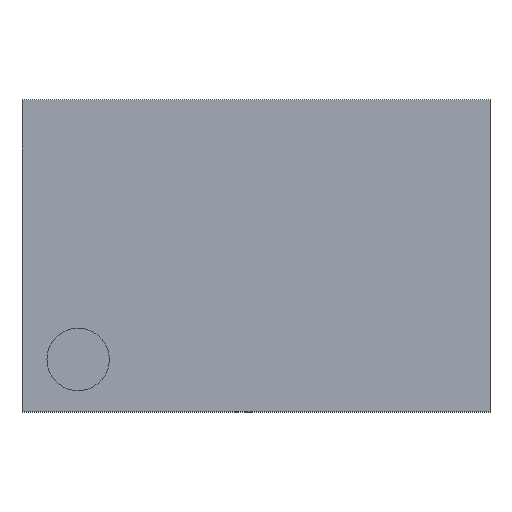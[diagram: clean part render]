
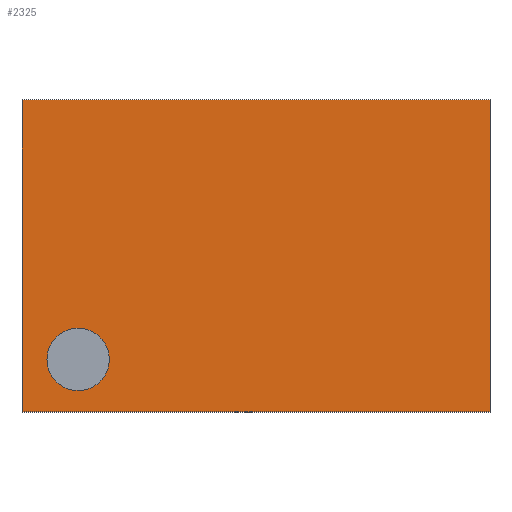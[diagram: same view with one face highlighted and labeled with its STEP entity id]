
A CAD part, top view. The second image highlights one B-rep face of the part: STEP entity #2325.
In plain terms, the highlighted planar face has unit normal (0, 0, 1).
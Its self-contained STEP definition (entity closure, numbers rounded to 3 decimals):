
#2038 = VERTEX_POINT('',#2039);
#2039 = CARTESIAN_POINT('',(-0.75,0.5,0.575));
#2046 = PLANE('',#2047);
#2047 = AXIS2_PLACEMENT_3D('',#2048,#2049,#2050);
#2048 = CARTESIAN_POINT('',(-0.75,0.5,0.));
#2049 = DIRECTION('',(0.,1.,0.));
#2050 = DIRECTION('',(1.,0.,0.));
#2058 = PLANE('',#2059);
#2059 = AXIS2_PLACEMENT_3D('',#2060,#2061,#2062);
#2060 = CARTESIAN_POINT('',(-0.75,-0.5,0.));
#2061 = DIRECTION('',(-1.,0.,0.));
#2062 = DIRECTION('',(0.,1.,0.));
#2070 = EDGE_CURVE('',#2038,#2071,#2073,.T.);
#2071 = VERTEX_POINT('',#2072);
#2072 = CARTESIAN_POINT('',(0.75,0.5,0.575));
#2073 = SURFACE_CURVE('',#2074,(#2078,#2085),.PCURVE_S1.);
#2074 = LINE('',#2075,#2076);
#2075 = CARTESIAN_POINT('',(-0.75,0.5,0.575));
#2076 = VECTOR('',#2077,1.);
#2077 = DIRECTION('',(1.,0.,0.));
#2078 = PCURVE('',#2046,#2079);
#2079 = DEFINITIONAL_REPRESENTATION('',(#2080),#2084);
#2080 = LINE('',#2081,#2082);
#2081 = CARTESIAN_POINT('',(0.,-0.575));
#2082 = VECTOR('',#2083,1.);
#2083 = DIRECTION('',(1.,0.));
#2084 = ( GEOMETRIC_REPRESENTATION_CONTEXT(2) 
PARAMETRIC_REPRESENTATION_CONTEXT() REPRESENTATION_CONTEXT('2D SPACE',''
  ) );
#2085 = PCURVE('',#2086,#2091);
#2086 = PLANE('',#2087);
#2087 = AXIS2_PLACEMENT_3D('',#2088,#2089,#2090);
#2088 = CARTESIAN_POINT('',(0.,0.,0.575));
#2089 = DIRECTION('',(-0.,-0.,-1.));
#2090 = DIRECTION('',(-1.,0.,0.));
#2091 = DEFINITIONAL_REPRESENTATION('',(#2092),#2096);
#2092 = LINE('',#2093,#2094);
#2093 = CARTESIAN_POINT('',(0.75,0.5));
#2094 = VECTOR('',#2095,1.);
#2095 = DIRECTION('',(-1.,0.));
#2096 = ( GEOMETRIC_REPRESENTATION_CONTEXT(2) 
PARAMETRIC_REPRESENTATION_CONTEXT() REPRESENTATION_CONTEXT('2D SPACE',''
  ) );
#2114 = PLANE('',#2115);
#2115 = AXIS2_PLACEMENT_3D('',#2116,#2117,#2118);
#2116 = CARTESIAN_POINT('',(0.75,0.5,0.));
#2117 = DIRECTION('',(1.,0.,0.));
#2118 = DIRECTION('',(0.,-1.,0.));
#2158 = VERTEX_POINT('',#2159);
#2159 = CARTESIAN_POINT('',(-0.75,-0.5,0.575));
#2173 = PLANE('',#2174);
#2174 = AXIS2_PLACEMENT_3D('',#2175,#2176,#2177);
#2175 = CARTESIAN_POINT('',(0.75,-0.5,0.));
#2176 = DIRECTION('',(0.,-1.,0.));
#2177 = DIRECTION('',(-1.,0.,0.));
#2185 = EDGE_CURVE('',#2158,#2038,#2186,.T.);
#2186 = SURFACE_CURVE('',#2187,(#2191,#2198),.PCURVE_S1.);
#2187 = LINE('',#2188,#2189);
#2188 = CARTESIAN_POINT('',(-0.75,-0.5,0.575));
#2189 = VECTOR('',#2190,1.);
#2190 = DIRECTION('',(0.,1.,0.));
#2191 = PCURVE('',#2058,#2192);
#2192 = DEFINITIONAL_REPRESENTATION('',(#2193),#2197);
#2193 = LINE('',#2194,#2195);
#2194 = CARTESIAN_POINT('',(0.,-0.575));
#2195 = VECTOR('',#2196,1.);
#2196 = DIRECTION('',(1.,0.));
#2197 = ( GEOMETRIC_REPRESENTATION_CONTEXT(2) 
PARAMETRIC_REPRESENTATION_CONTEXT() REPRESENTATION_CONTEXT('2D SPACE',''
  ) );
#2198 = PCURVE('',#2086,#2199);
#2199 = DEFINITIONAL_REPRESENTATION('',(#2200),#2204);
#2200 = LINE('',#2201,#2202);
#2201 = CARTESIAN_POINT('',(0.75,-0.5));
#2202 = VECTOR('',#2203,1.);
#2203 = DIRECTION('',(0.,1.));
#2204 = ( GEOMETRIC_REPRESENTATION_CONTEXT(2) 
PARAMETRIC_REPRESENTATION_CONTEXT() REPRESENTATION_CONTEXT('2D SPACE',''
  ) );
#2232 = EDGE_CURVE('',#2071,#2233,#2235,.T.);
#2233 = VERTEX_POINT('',#2234);
#2234 = CARTESIAN_POINT('',(0.75,-0.5,0.575));
#2235 = SURFACE_CURVE('',#2236,(#2240,#2247),.PCURVE_S1.);
#2236 = LINE('',#2237,#2238);
#2237 = CARTESIAN_POINT('',(0.75,0.5,0.575));
#2238 = VECTOR('',#2239,1.);
#2239 = DIRECTION('',(0.,-1.,0.));
#2240 = PCURVE('',#2114,#2241);
#2241 = DEFINITIONAL_REPRESENTATION('',(#2242),#2246);
#2242 = LINE('',#2243,#2244);
#2243 = CARTESIAN_POINT('',(0.,-0.575));
#2244 = VECTOR('',#2245,1.);
#2245 = DIRECTION('',(1.,0.));
#2246 = ( GEOMETRIC_REPRESENTATION_CONTEXT(2) 
PARAMETRIC_REPRESENTATION_CONTEXT() REPRESENTATION_CONTEXT('2D SPACE',''
  ) );
#2247 = PCURVE('',#2086,#2248);
#2248 = DEFINITIONAL_REPRESENTATION('',(#2249),#2253);
#2249 = LINE('',#2250,#2251);
#2250 = CARTESIAN_POINT('',(-0.75,0.5));
#2251 = VECTOR('',#2252,1.);
#2252 = DIRECTION('',(0.,-1.));
#2253 = ( GEOMETRIC_REPRESENTATION_CONTEXT(2) 
PARAMETRIC_REPRESENTATION_CONTEXT() REPRESENTATION_CONTEXT('2D SPACE',''
  ) );
#2325 = ADVANCED_FACE('',(#2326,#2352),#2086,.F.);
#2326 = FACE_BOUND('',#2327,.F.);
#2327 = EDGE_LOOP('',(#2328,#2329,#2330,#2351));
#2328 = ORIENTED_EDGE('',*,*,#2070,.T.);
#2329 = ORIENTED_EDGE('',*,*,#2232,.T.);
#2330 = ORIENTED_EDGE('',*,*,#2331,.T.);
#2331 = EDGE_CURVE('',#2233,#2158,#2332,.T.);
#2332 = SURFACE_CURVE('',#2333,(#2337,#2344),.PCURVE_S1.);
#2333 = LINE('',#2334,#2335);
#2334 = CARTESIAN_POINT('',(0.75,-0.5,0.575));
#2335 = VECTOR('',#2336,1.);
#2336 = DIRECTION('',(-1.,0.,0.));
#2337 = PCURVE('',#2086,#2338);
#2338 = DEFINITIONAL_REPRESENTATION('',(#2339),#2343);
#2339 = LINE('',#2340,#2341);
#2340 = CARTESIAN_POINT('',(-0.75,-0.5));
#2341 = VECTOR('',#2342,1.);
#2342 = DIRECTION('',(1.,0.));
#2343 = ( GEOMETRIC_REPRESENTATION_CONTEXT(2) 
PARAMETRIC_REPRESENTATION_CONTEXT() REPRESENTATION_CONTEXT('2D SPACE',''
  ) );
#2344 = PCURVE('',#2173,#2345);
#2345 = DEFINITIONAL_REPRESENTATION('',(#2346),#2350);
#2346 = LINE('',#2347,#2348);
#2347 = CARTESIAN_POINT('',(0.,-0.575));
#2348 = VECTOR('',#2349,1.);
#2349 = DIRECTION('',(1.,0.));
#2350 = ( GEOMETRIC_REPRESENTATION_CONTEXT(2) 
PARAMETRIC_REPRESENTATION_CONTEXT() REPRESENTATION_CONTEXT('2D SPACE',''
  ) );
#2351 = ORIENTED_EDGE('',*,*,#2185,.T.);
#2352 = FACE_BOUND('',#2353,.F.);
#2353 = EDGE_LOOP('',(#2354));
#2354 = ORIENTED_EDGE('',*,*,#2355,.T.);
#2355 = EDGE_CURVE('',#2356,#2356,#2358,.T.);
#2356 = VERTEX_POINT('',#2357);
#2357 = CARTESIAN_POINT('',(-0.47,-0.332,0.575));
#2358 = SURFACE_CURVE('',#2359,(#2364,#2375),.PCURVE_S1.);
#2359 = CIRCLE('',#2360,0.1);
#2360 = AXIS2_PLACEMENT_3D('',#2361,#2362,#2363);
#2361 = CARTESIAN_POINT('',(-0.57,-0.332,0.575));
#2362 = DIRECTION('',(0.,0.,1.));
#2363 = DIRECTION('',(1.,0.,0.));
#2364 = PCURVE('',#2086,#2365);
#2365 = DEFINITIONAL_REPRESENTATION('',(#2366),#2374);
#2366 = ( BOUNDED_CURVE() B_SPLINE_CURVE(2,(#2367,#2368,#2369,#2370,
#2371,#2372,#2373),.UNSPECIFIED.,.F.,.F.) B_SPLINE_CURVE_WITH_KNOTS((1,2
    ,2,2,2,1),(-2.094,0.,2.094,4.189,
6.283,8.378),.UNSPECIFIED.) CURVE() 
GEOMETRIC_REPRESENTATION_ITEM() RATIONAL_B_SPLINE_CURVE((1.,0.5,1.,0.5,
1.,0.5,1.)) REPRESENTATION_ITEM('') );
#2367 = CARTESIAN_POINT('',(0.47,-0.332));
#2368 = CARTESIAN_POINT('',(0.47,-0.159));
#2369 = CARTESIAN_POINT('',(0.62,-0.245));
#2370 = CARTESIAN_POINT('',(0.77,-0.332));
#2371 = CARTESIAN_POINT('',(0.62,-0.419));
#2372 = CARTESIAN_POINT('',(0.47,-0.505));
#2373 = CARTESIAN_POINT('',(0.47,-0.332));
#2374 = ( GEOMETRIC_REPRESENTATION_CONTEXT(2) 
PARAMETRIC_REPRESENTATION_CONTEXT() REPRESENTATION_CONTEXT('2D SPACE',''
  ) );
#2375 = PCURVE('',#2376,#2381);
#2376 = CYLINDRICAL_SURFACE('',#2377,0.1);
#2377 = AXIS2_PLACEMENT_3D('',#2378,#2379,#2380);
#2378 = CARTESIAN_POINT('',(-0.57,-0.332,0.575));
#2379 = DIRECTION('',(0.,0.,1.));
#2380 = DIRECTION('',(1.,0.,0.));
#2381 = DEFINITIONAL_REPRESENTATION('',(#2382),#2386);
#2382 = LINE('',#2383,#2384);
#2383 = CARTESIAN_POINT('',(0.,0.));
#2384 = VECTOR('',#2385,1.);
#2385 = DIRECTION('',(1.,0.));
#2386 = ( GEOMETRIC_REPRESENTATION_CONTEXT(2) 
PARAMETRIC_REPRESENTATION_CONTEXT() REPRESENTATION_CONTEXT('2D SPACE',''
  ) );
